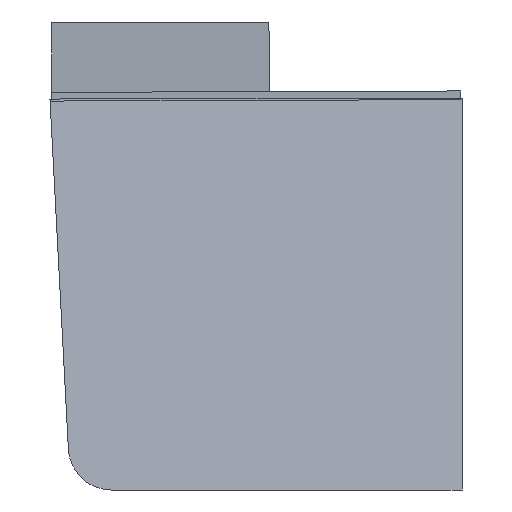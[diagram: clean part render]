
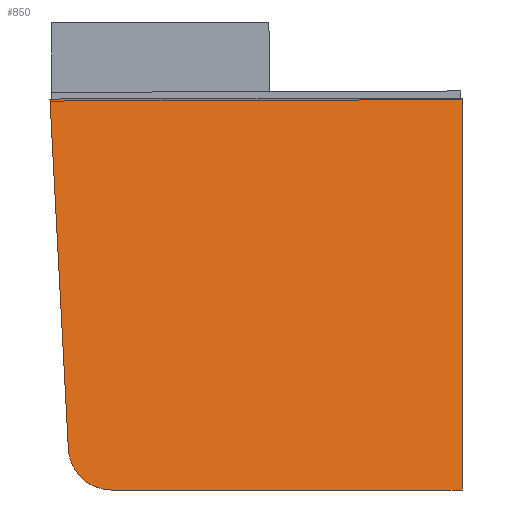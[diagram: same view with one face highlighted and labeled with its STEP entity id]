
A CAD part, front view. The second image highlights one B-rep face of the part: STEP entity #850.
In plain terms, the highlighted planar face has unit normal (0, -0.985, 0.174).
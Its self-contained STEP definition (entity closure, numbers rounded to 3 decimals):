
#23=ELLIPSE('',#914,5.077,5.);
#51=FACE_OUTER_BOUND('',#102,.T.);
#102=EDGE_LOOP('',(#634,#635,#636,#637,#638));
#163=LINE('',#1232,#274);
#167=LINE('',#1240,#278);
#170=LINE('',#1246,#281);
#174=LINE('',#1257,#285);
#274=VECTOR('',#1005,10.);
#278=VECTOR('',#1011,10.);
#281=VECTOR('',#1016,10.);
#285=VECTOR('',#1028,10.);
#378=VERTEX_POINT('',#1230);
#379=VERTEX_POINT('',#1231);
#382=VERTEX_POINT('',#1239);
#384=VERTEX_POINT('',#1245);
#386=VERTEX_POINT('',#1251);
#465=EDGE_CURVE('',#378,#379,#163,.F.);
#469=EDGE_CURVE('',#379,#382,#167,.F.);
#472=EDGE_CURVE('',#384,#382,#170,.T.);
#475=EDGE_CURVE('',#386,#384,#23,.T.);
#478=EDGE_CURVE('',#386,#378,#174,.T.);
#634=ORIENTED_EDGE('',*,*,#478,.T.);
#635=ORIENTED_EDGE('',*,*,#465,.T.);
#636=ORIENTED_EDGE('',*,*,#469,.T.);
#637=ORIENTED_EDGE('',*,*,#472,.F.);
#638=ORIENTED_EDGE('',*,*,#475,.F.);
#803=PLANE('',#918);
#850=ADVANCED_FACE('',(#51),#803,.F.);
#914=AXIS2_PLACEMENT_3D('',#1252,#1021,#1022);
#918=AXIS2_PLACEMENT_3D('',#1260,#1032,#1033);
#1005=DIRECTION('',(0.,-0.174,-0.985));
#1011=DIRECTION('',(1.,0.,0.001));
#1016=DIRECTION('',(-0.052,0.173,0.983));
#1021=DIRECTION('center_axis',(0.,0.985,-0.174));
#1022=DIRECTION('ref_axis',(0.,-0.174,-0.985));
#1028=DIRECTION('',(1.,0.,0.));
#1032=DIRECTION('center_axis',(0.,0.985,-0.174));
#1033=DIRECTION('ref_axis',(1.,0.,0.));
#1230=CARTESIAN_POINT('',(45.,0.,0.));
#1231=CARTESIAN_POINT('',(45.,7.935,45.));
#1232=CARTESIAN_POINT('',(45.,5.801,32.901));
#1239=CARTESIAN_POINT('',(-2.355,7.924,44.938));
#1240=CARTESIAN_POINT('',(9.467,7.927,44.954));
#1245=CARTESIAN_POINT('',(-0.248,0.835,4.738));
#1246=CARTESIAN_POINT('',(-0.671,2.258,12.807));
#1251=CARTESIAN_POINT('',(4.745,0.,0.));
#1252=CARTESIAN_POINT('Origin',(4.745,0.882,5.));
#1257=CARTESIAN_POINT('',(4.745,0.,0.));
#1260=CARTESIAN_POINT('Origin',(21.322,3.907,22.158));
